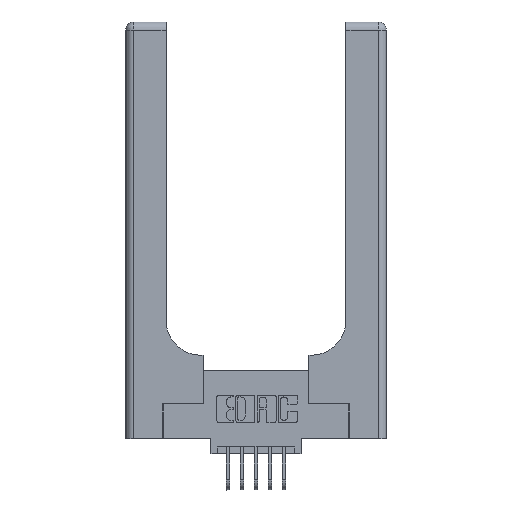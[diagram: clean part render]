
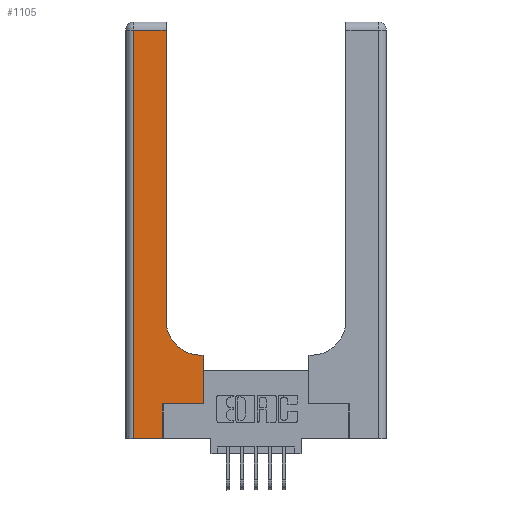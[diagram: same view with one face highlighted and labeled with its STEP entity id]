
A CAD part, top view. The second image highlights one B-rep face of the part: STEP entity #1105.
In plain terms, the highlighted planar face has unit normal (0, 0, 1).
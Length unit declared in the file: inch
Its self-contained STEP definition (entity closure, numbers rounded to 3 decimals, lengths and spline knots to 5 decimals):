
#109 = CARTESIAN_POINT ( 'NONE',  ( 0.269, 0.25, 0.37 ) ) ;
#438 = VERTEX_POINT ( 'NONE', #4967 ) ;
#439 = EDGE_CURVE ( 'NONE', #12738, #685, #1869, .T. ) ;
#470 = VERTEX_POINT ( 'NONE', #8969 ) ;
#586 = VERTEX_POINT ( 'NONE', #7822 ) ;
#685 = VERTEX_POINT ( 'NONE', #1558 ) ;
#946 = EDGE_CURVE ( 'NONE', #1724, #438, #14004, .T. ) ;
#1105 = ADVANCED_FACE ( 'NONE', ( #13311 ), #7926, .F. ) ;
#1542 = CARTESIAN_POINT ( 'NONE',  ( 0.5585, 0.25, 0.37 ) ) ;
#1558 = CARTESIAN_POINT ( 'NONE',  ( 0.5585, 0.6, 0.37 ) ) ;
#1614 = CARTESIAN_POINT ( 'NONE',  ( 0., 0., 0.37 ) ) ;
#1668 = VECTOR ( 'NONE', #13027, 39.37008 ) ;
#1674 = EDGE_CURVE ( 'NONE', #438, #3690, #8235, .T. ) ;
#1679 = EDGE_CURVE ( 'NONE', #3690, #470, #8257, .T. ) ;
#1703 = EDGE_CURVE ( 'NONE', #586, #1724, #8054, .T. ) ;
#1724 = VERTEX_POINT ( 'NONE', #9654 ) ;
#1864 = VECTOR ( 'NONE', #8360, 39.37008 ) ;
#1869 = LINE ( 'NONE', #1542, #1668 ) ;
#1870 = DIRECTION ( 'NONE',  ( -1., 0., 0. ) ) ;
#1959 = LINE ( 'NONE', #5173, #1864 ) ;
#2526 = CARTESIAN_POINT ( 'NONE',  ( 0.269, 0.25, 0.37 ) ) ;
#3690 = VERTEX_POINT ( 'NONE', #12349 ) ;
#3870 = ORIENTED_EDGE ( 'NONE', *, *, #4826, .T. ) ;
#4826 = EDGE_CURVE ( 'NONE', #470, #5274, #9388, .T. ) ;
#4967 = CARTESIAN_POINT ( 'NONE',  ( 0.2915, 2.94, 0.37 ) ) ;
#5173 = CARTESIAN_POINT ( 'NONE',  ( 0.269, 0., 0.37 ) ) ;
#5182 = ORIENTED_EDGE ( 'NONE', *, *, #1703, .T. ) ;
#5274 = VERTEX_POINT ( 'NONE', #11619 ) ;
#6035 = VERTEX_POINT ( 'NONE', #109 ) ;
#6281 = ORIENTED_EDGE ( 'NONE', *, *, #7061, .T. ) ;
#7018 = ORIENTED_EDGE ( 'NONE', *, *, #9478, .T. ) ;
#7061 = EDGE_CURVE ( 'NONE', #5274, #6035, #1959, .T. ) ;
#7418 = ORIENTED_EDGE ( 'NONE', *, *, #946, .T. ) ;
#7439 = AXIS2_PLACEMENT_3D ( 'NONE', #9263, #9244, #9216 ) ;
#7817 = CARTESIAN_POINT ( 'NONE',  ( 0.2915, 0.6, 0.37 ) ) ;
#7822 = CARTESIAN_POINT ( 'NONE',  ( 0.5415, 0.6, 0.37 ) ) ;
#7843 = DIRECTION ( 'NONE',  ( -1., 0., 0. ) ) ;
#7874 = DIRECTION ( 'NONE',  ( 0., 0., -1. ) ) ;
#7926 = PLANE ( 'NONE',  #9685 ) ;
#8054 = CIRCLE ( 'NONE', #7439, 0.25 ) ;
#8105 = CARTESIAN_POINT ( 'NONE',  ( 0., 3., 0.37 ) ) ;
#8222 = VECTOR ( 'NONE', #12935, 39.37008 ) ;
#8235 = LINE ( 'NONE', #12836, #8222 ) ;
#8246 = VECTOR ( 'NONE', #12039, 39.37008 ) ;
#8257 = LINE ( 'NONE', #11766, #8246 ) ;
#8348 = ORIENTED_EDGE ( 'NONE', *, *, #1674, .T. ) ;
#8360 = DIRECTION ( 'NONE',  ( 0., 1., 0. ) ) ;
#8436 = EDGE_LOOP ( 'NONE', ( #7418, #8348, #11747, #3870, #6281, #7018, #9229, #9618, #5182 ) ) ;
#8969 = CARTESIAN_POINT ( 'NONE',  ( 0.06, 0., 0.37 ) ) ;
#9216 = DIRECTION ( 'NONE',  ( 1., 0., 0. ) ) ;
#9229 = ORIENTED_EDGE ( 'NONE', *, *, #439, .T. ) ;
#9244 = DIRECTION ( 'NONE',  ( 0., 0., -1. ) ) ;
#9263 = CARTESIAN_POINT ( 'NONE',  ( 0.5415, 0.85, 0.37 ) ) ;
#9328 = VECTOR ( 'NONE', #11328, 39.37008 ) ;
#9366 = VECTOR ( 'NONE', #12624, 39.37008 ) ;
#9388 = LINE ( 'NONE', #1614, #9366 ) ;
#9398 = LINE ( 'NONE', #2526, #9328 ) ;
#9478 = EDGE_CURVE ( 'NONE', #6035, #12738, #9398, .T. ) ;
#9618 = ORIENTED_EDGE ( 'NONE', *, *, #11366, .T. ) ;
#9644 = CARTESIAN_POINT ( 'NONE',  ( 0.2915, 3., 0.37 ) ) ;
#9654 = CARTESIAN_POINT ( 'NONE',  ( 0.2915, 0.85, 0.37 ) ) ;
#9684 = DIRECTION ( 'NONE',  ( 0., 1., 0. ) ) ;
#9685 = AXIS2_PLACEMENT_3D ( 'NONE', #8105, #7874, #7843 ) ;
#11328 = DIRECTION ( 'NONE',  ( 1., 0., 0. ) ) ;
#11366 = EDGE_CURVE ( 'NONE', #685, #586, #11723, .T. ) ;
#11619 = CARTESIAN_POINT ( 'NONE',  ( 0.269, 0., 0.37 ) ) ;
#11624 = VECTOR ( 'NONE', #1870, 39.37008 ) ;
#11723 = LINE ( 'NONE', #7817, #11624 ) ;
#11747 = ORIENTED_EDGE ( 'NONE', *, *, #1679, .T. ) ;
#11766 = CARTESIAN_POINT ( 'NONE',  ( 0.06, 3., 0.37 ) ) ;
#11782 = CARTESIAN_POINT ( 'NONE',  ( 0.5585, 0.25, 0.37 ) ) ;
#12039 = DIRECTION ( 'NONE',  ( 0., -1., 0. ) ) ;
#12349 = CARTESIAN_POINT ( 'NONE',  ( 0.06, 2.94, 0.37 ) ) ;
#12624 = DIRECTION ( 'NONE',  ( 1., 0., 0. ) ) ;
#12738 = VERTEX_POINT ( 'NONE', #11782 ) ;
#12836 = CARTESIAN_POINT ( 'NONE',  ( 0., 2.94, 0.37 ) ) ;
#12935 = DIRECTION ( 'NONE',  ( -1., 0., 0. ) ) ;
#13027 = DIRECTION ( 'NONE',  ( 0., 1., 0. ) ) ;
#13311 = FACE_OUTER_BOUND ( 'NONE', #8436, .T. ) ;
#13780 = VECTOR ( 'NONE', #9684, 39.37008 ) ;
#14004 = LINE ( 'NONE', #9644, #13780 ) ;
